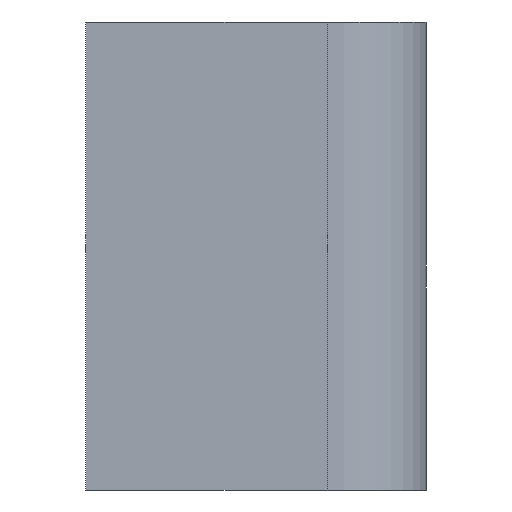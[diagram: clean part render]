
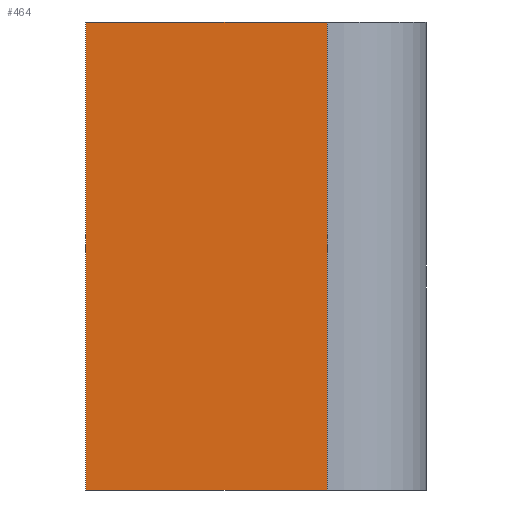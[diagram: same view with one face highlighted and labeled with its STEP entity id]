
A CAD part, front view. The second image highlights one B-rep face of the part: STEP entity #464.
In plain terms, the highlighted planar face has unit normal (0, -1, 0).
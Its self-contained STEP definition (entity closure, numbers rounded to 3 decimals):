
#28=PLANE('',#525);
#50=FACE_OUTER_BOUND('',#76,.T.);
#76=EDGE_LOOP('',(#399,#400,#401,#402));
#108=LINE('',#767,#150);
#119=LINE('',#792,#161);
#120=LINE('',#795,#162);
#121=LINE('',#796,#163);
#150=VECTOR('',#624,10.);
#161=VECTOR('',#653,10.);
#162=VECTOR('',#656,10.);
#163=VECTOR('',#657,10.);
#226=VERTEX_POINT('',#764);
#227=VERTEX_POINT('',#766);
#232=VERTEX_POINT('',#790);
#233=VERTEX_POINT('',#794);
#281=EDGE_CURVE('',#226,#227,#108,.T.);
#294=EDGE_CURVE('',#232,#227,#119,.T.);
#295=EDGE_CURVE('',#233,#232,#120,.T.);
#296=EDGE_CURVE('',#233,#226,#121,.T.);
#399=ORIENTED_EDGE('',*,*,#295,.T.);
#400=ORIENTED_EDGE('',*,*,#294,.T.);
#401=ORIENTED_EDGE('',*,*,#281,.F.);
#402=ORIENTED_EDGE('',*,*,#296,.F.);
#464=ADVANCED_FACE('',(#50),#28,.T.);
#525=AXIS2_PLACEMENT_3D('',#793,#654,#655);
#624=DIRECTION('',(-1.,0.,0.));
#653=DIRECTION('',(0.,0.,-1.));
#654=DIRECTION('center_axis',(0.,-1.,0.));
#655=DIRECTION('ref_axis',(-1.,0.,0.));
#656=DIRECTION('',(-1.,0.,0.));
#657=DIRECTION('',(0.,0.,-1.));
#764=CARTESIAN_POINT('',(15.475,-90.,-30.));
#766=CARTESIAN_POINT('',(0.,-90.,-30.));
#767=CARTESIAN_POINT('',(15.475,-90.,-30.));
#790=CARTESIAN_POINT('',(0.,-90.,0.));
#792=CARTESIAN_POINT('',(0.,-90.,0.));
#793=CARTESIAN_POINT('Origin',(15.475,-90.,0.));
#794=CARTESIAN_POINT('',(15.475,-90.,0.));
#795=CARTESIAN_POINT('',(15.475,-90.,0.));
#796=CARTESIAN_POINT('',(15.475,-90.,0.));
